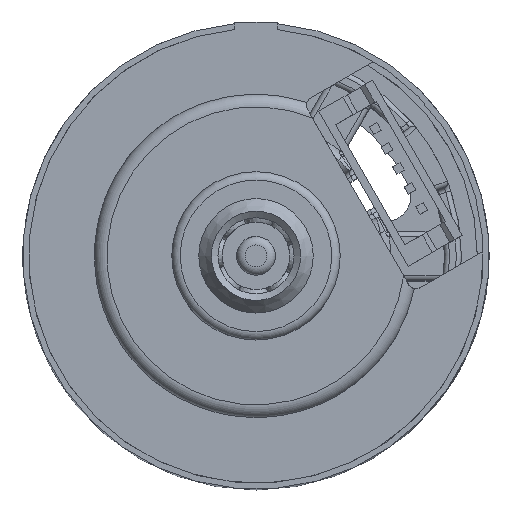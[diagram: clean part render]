
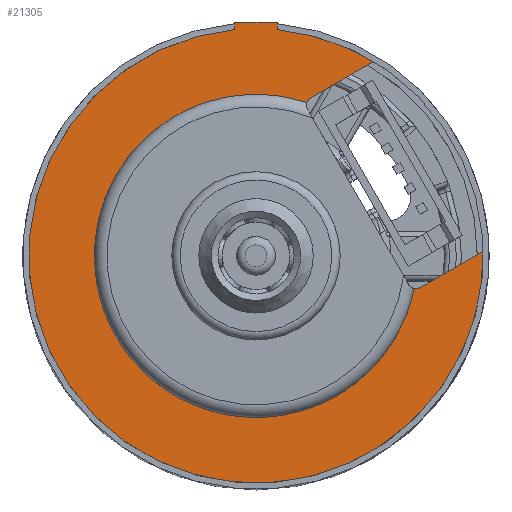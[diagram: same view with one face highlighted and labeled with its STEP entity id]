
A CAD part, top view. The second image highlights one B-rep face of the part: STEP entity #21305.
In plain terms, the highlighted planar face has unit normal (0, 0, 1).
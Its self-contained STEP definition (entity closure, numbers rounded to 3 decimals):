
#415=PLANE('',#22794);
#881=CIRCLE('',#22774,0.5);
#884=CIRCLE('',#22782,13.9);
#890=CIRCLE('',#22793,9.6);
#891=CIRCLE('',#22795,0.5);
#892=CIRCLE('',#22796,13.5);
#893=CIRCLE('',#22797,13.5);
#2070=LINE('',#31704,#3433);
#2072=LINE('',#31708,#3435);
#2078=LINE('',#31722,#3441);
#2083=LINE('',#31736,#3446);
#3433=VECTOR('',#25297,1000.);
#3435=VECTOR('',#25301,1000.);
#3441=VECTOR('',#25309,1000.);
#3446=VECTOR('',#25322,1000.);
#4839=ORIENTED_EDGE('',*,*,#11613,.F.);
#4840=ORIENTED_EDGE('',*,*,#11614,.T.);
#4841=ORIENTED_EDGE('',*,*,#11592,.T.);
#4842=ORIENTED_EDGE('',*,*,#11615,.T.);
#4843=ORIENTED_EDGE('',*,*,#11605,.F.);
#4844=ORIENTED_EDGE('',*,*,#11601,.T.);
#4845=ORIENTED_EDGE('',*,*,#11598,.T.);
#4846=ORIENTED_EDGE('',*,*,#11616,.T.);
#4847=ORIENTED_EDGE('',*,*,#11590,.T.);
#4848=ORIENTED_EDGE('',*,*,#11577,.T.);
#11577=EDGE_CURVE('',#14971,#14970,#881,.T.);
#11590=EDGE_CURVE('',#14982,#14971,#2070,.T.);
#11592=EDGE_CURVE('',#14983,#14984,#2072,.T.);
#11598=EDGE_CURVE('',#14990,#14989,#2078,.T.);
#11601=EDGE_CURVE('',#14992,#14990,#884,.T.);
#11605=EDGE_CURVE('',#14992,#14994,#2083,.T.);
#11613=EDGE_CURVE('',#14999,#14970,#890,.T.);
#11614=EDGE_CURVE('',#14999,#14983,#891,.T.);
#11615=EDGE_CURVE('',#14984,#14994,#892,.T.);
#11616=EDGE_CURVE('',#14989,#14982,#893,.T.);
#14970=VERTEX_POINT('',#31665);
#14971=VERTEX_POINT('',#31667);
#14982=VERTEX_POINT('',#31705);
#14983=VERTEX_POINT('',#31709);
#14984=VERTEX_POINT('',#31710);
#14989=VERTEX_POINT('',#31721);
#14990=VERTEX_POINT('',#31723);
#14992=VERTEX_POINT('',#31729);
#14994=VERTEX_POINT('',#31734);
#14999=VERTEX_POINT('',#31756);
#17949=EDGE_LOOP('',(#4839,#4840,#4841,#4842,#4843,#4844,#4845,#4846,#4847,
#4848));
#19374=FACE_BOUND('',#17949,.T.);
#21305=ADVANCED_FACE('',(#19374),#415,.F.);
#22774=AXIS2_PLACEMENT_3D('',#31666,#25282,#25283);
#22782=AXIS2_PLACEMENT_3D('',#31728,#25315,#25316);
#22793=AXIS2_PLACEMENT_3D('',#31757,#25342,#25343);
#22794=AXIS2_PLACEMENT_3D('',#31758,#25344,#25345);
#22795=AXIS2_PLACEMENT_3D('',#31759,#25346,#25347);
#22796=AXIS2_PLACEMENT_3D('',#31760,#25348,#25349);
#22797=AXIS2_PLACEMENT_3D('',#31761,#25350,#25351);
#25282=DIRECTION('',(0.,0.,-1.));
#25283=DIRECTION('',(-1.,0.,0.));
#25297=DIRECTION('',(-0.866,-0.5,0.));
#25301=DIRECTION('',(0.866,0.5,0.));
#25309=DIRECTION('',(0.,-1.,0.));
#25315=DIRECTION('',(0.,0.,1.));
#25316=DIRECTION('',(1.,0.,0.));
#25322=DIRECTION('',(0.,-1.,0.));
#25342=DIRECTION('',(0.,0.,1.));
#25343=DIRECTION('',(1.,0.,0.));
#25344=DIRECTION('',(0.,0.,-1.));
#25345=DIRECTION('',(-1.,0.,0.));
#25346=DIRECTION('',(0.,0.,-1.));
#25347=DIRECTION('',(-1.,0.,0.));
#25348=DIRECTION('',(0.,0.,1.));
#25349=DIRECTION('',(1.,0.,0.));
#25350=DIRECTION('',(0.,0.,1.));
#25351=DIRECTION('',(1.,0.,0.));
#31665=CARTESIAN_POINT('',(9.402,-1.937,17.05));
#31666=CARTESIAN_POINT('',(9.495,-1.446,17.05));
#31667=CARTESIAN_POINT('',(9.745,-1.879,17.05));
#31704=CARTESIAN_POINT('',(9.096,-2.254,17.05));
#31705=CARTESIAN_POINT('',(13.497,0.287,17.05));
#31708=CARTESIAN_POINT('',(2.596,9.004,17.05));
#31709=CARTESIAN_POINT('',(3.245,9.379,17.05));
#31710=CARTESIAN_POINT('',(6.997,11.545,17.05));
#31721=CARTESIAN_POINT('',(-1.25,13.442,17.05));
#31722=CARTESIAN_POINT('',(-1.25,0.,17.05));
#31723=CARTESIAN_POINT('',(-1.25,13.844,17.05));
#31728=CARTESIAN_POINT('',(0.,0.,17.05));
#31729=CARTESIAN_POINT('',(1.25,13.844,17.05));
#31734=CARTESIAN_POINT('',(1.25,13.442,17.05));
#31736=CARTESIAN_POINT('',(1.25,0.,17.05));
#31756=CARTESIAN_POINT('',(3.023,9.112,17.05));
#31757=CARTESIAN_POINT('',(0.,0.,17.05));
#31758=CARTESIAN_POINT('',(0.,13.5,17.05));
#31759=CARTESIAN_POINT('',(3.495,8.946,17.05));
#31760=CARTESIAN_POINT('',(0.,0.,17.05));
#31761=CARTESIAN_POINT('',(0.,0.,17.05));
